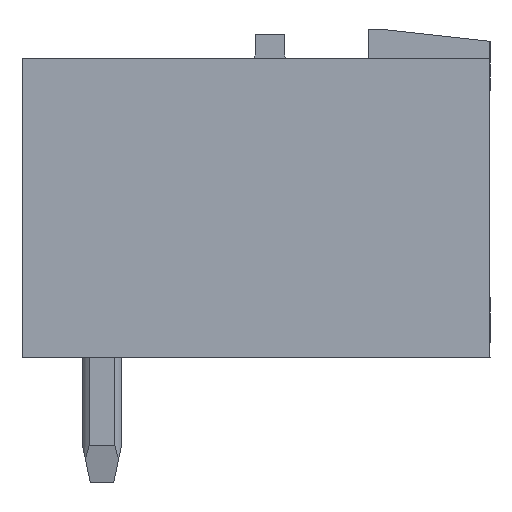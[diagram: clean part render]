
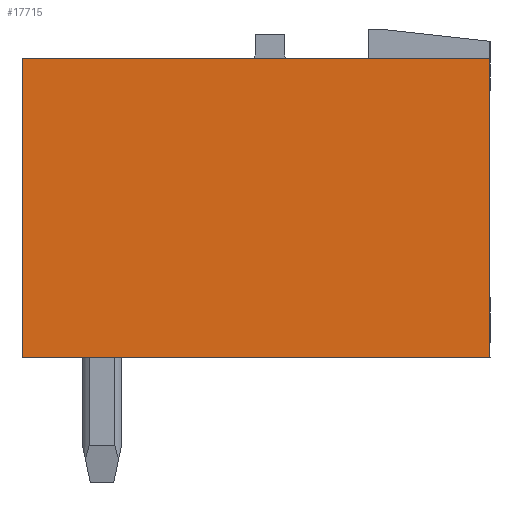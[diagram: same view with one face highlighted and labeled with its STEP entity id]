
A CAD part, left-side view. The second image highlights one B-rep face of the part: STEP entity #17715.
In plain terms, the highlighted planar face has unit normal (-1, 0, 0).
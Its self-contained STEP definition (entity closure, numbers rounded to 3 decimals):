
#17707=AXIS2_PLACEMENT_3D('Plane Axis2P3D',#17704,#17705,#17706) ;
#709=CARTESIAN_POINT('Vertex',(0.,12.,10.88)) ;
#712=CARTESIAN_POINT('Line Origine',(0.,6.,10.88)) ;
#716=CARTESIAN_POINT('Vertex',(0.,0.,10.88)) ;
#1289=CARTESIAN_POINT('Vertex',(0.,12.,3.2)) ;
#1292=CARTESIAN_POINT('Line Origine',(0.,12.,7.04)) ;
#1320=CARTESIAN_POINT('Vertex',(0.,0.,3.2)) ;
#1323=CARTESIAN_POINT('Line Origine',(0.,6.,3.2)) ;
#9250=CARTESIAN_POINT('Line Origine',(0.,0.,7.04)) ;
#17704=CARTESIAN_POINT('Axis2P3D Location',(0.,0.,0.)) ;
#713=DIRECTION('Vector Direction',(0.,1.,0.)) ;
#1293=DIRECTION('Vector Direction',(0.,0.,1.)) ;
#1324=DIRECTION('Vector Direction',(0.,1.,0.)) ;
#9251=DIRECTION('Vector Direction',(0.,0.,-1.)) ;
#17705=DIRECTION('Axis2P3D Direction',(-1.,0.,0.)) ;
#17706=DIRECTION('Axis2P3D XDirection',(0.,-1.,0.)) ;
#714=VECTOR('Line Direction',#713,1.) ;
#1294=VECTOR('Line Direction',#1293,1.) ;
#1325=VECTOR('Line Direction',#1324,1.) ;
#9252=VECTOR('Line Direction',#9251,1.) ;
#17710=ORIENTED_EDGE('',*,*,#9254,.T.) ;
#17711=ORIENTED_EDGE('',*,*,#718,.T.) ;
#17712=ORIENTED_EDGE('',*,*,#1296,.T.) ;
#17713=ORIENTED_EDGE('',*,*,#1327,.T.) ;
#17715=ADVANCED_FACE('Housing',(#17714),#17708,.T.) ;
#718=EDGE_CURVE('',#717,#710,#715,.T.) ;
#1296=EDGE_CURVE('',#710,#1290,#1295,.F.) ;
#1327=EDGE_CURVE('',#1290,#1321,#1326,.F.) ;
#9254=EDGE_CURVE('',#1321,#717,#9253,.F.) ;
#17709=EDGE_LOOP('',(#17710,#17711,#17712,#17713)) ;
#17714=FACE_OUTER_BOUND('',#17709,.T.) ;
#715=LINE('Line',#712,#714) ;
#1295=LINE('Line',#1292,#1294) ;
#1326=LINE('Line',#1323,#1325) ;
#9253=LINE('Line',#9250,#9252) ;
#17708=PLANE('',#17707) ;
#710=VERTEX_POINT('',#709) ;
#717=VERTEX_POINT('',#716) ;
#1290=VERTEX_POINT('',#1289) ;
#1321=VERTEX_POINT('',#1320) ;
